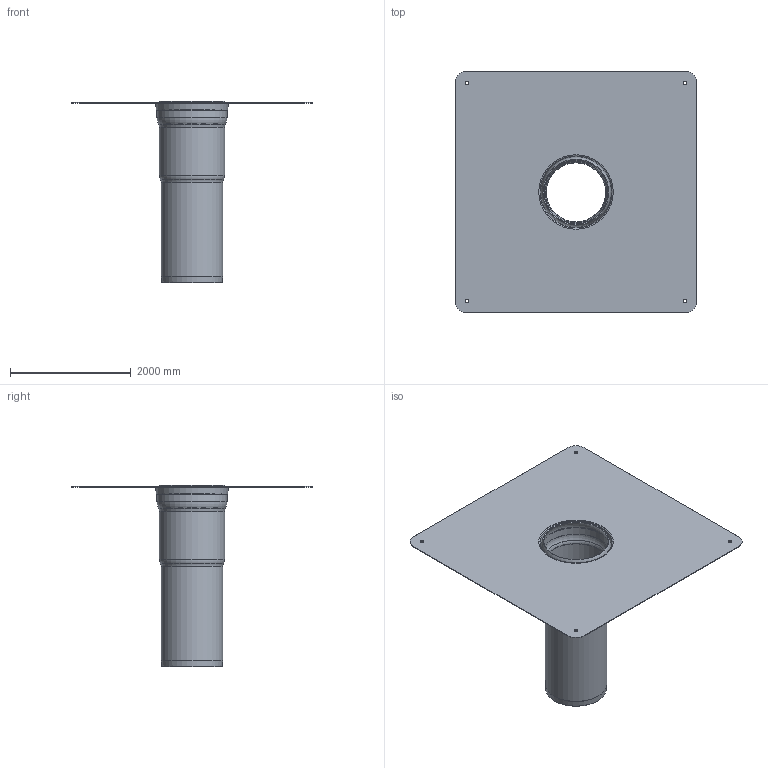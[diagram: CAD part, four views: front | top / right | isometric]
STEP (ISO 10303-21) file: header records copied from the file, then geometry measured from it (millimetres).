
FILE_DESCRIPTION(/* description */ (''),/* implementation_level */ '2;1');
FILE_NAME(/* name */ '12101.100X_3D.stp',/* time_stamp */ '2024-12-11T14:22:05+01:00',/* author */ ('CAD'),/* organization */ (''),/* preprocessor_version */ 'ST-DEVELOPER v20',/* originating_system */ 'AutoCAD Mechanical',/* authorisation */ '');
FILE_SCHEMA (('AUTOMOTIVE_DESIGN { 1 0 10303 214 3 1 1 }'));
Length unit declared in the file: centimetre
Products named in the file (2): Product; *S0
Assembly tree (1 placements, depth 2):
  Product
    *S0
Bounding box: 4000 x 4000 x 3000 mm (x, y, z)
Volume: 270751428.7 mm3; surface area: 50491929.3 mm2
Topology: 2 solids, 2 shells, 41 faces, 112 edges, 74 vertices
Faces by surface type: torus 14, cylinder 14, cone 6, plane 6, bspline 1
Full cylindrical faces by diameter (mm): 60 x4, 992 x1, 1016 x1, 1054 x1, 1078 x1, 1134 x1, 1158 x1
Entity records: 1440 total; most frequent: DIRECTION 276, CARTESIAN_POINT 247, ORIENTED_EDGE 222, AXIS2_PLACEMENT_3D 121, EDGE_CURVE 111, CIRCLE 78, VERTEX_POINT 72, EDGE_LOOP 51
